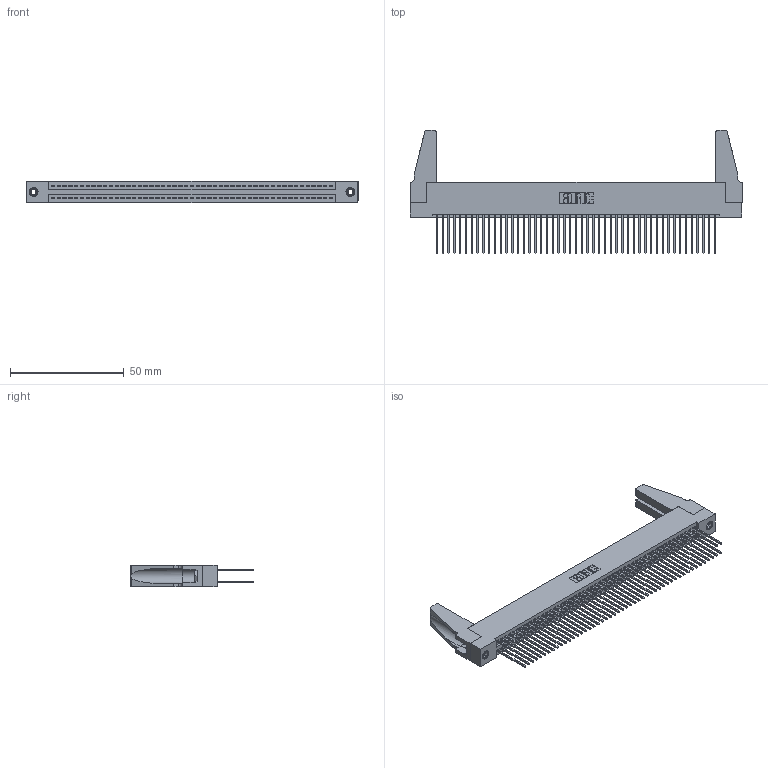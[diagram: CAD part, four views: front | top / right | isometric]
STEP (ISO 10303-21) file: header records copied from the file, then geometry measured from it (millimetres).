
FILE_DESCRIPTION (( 'STEP AP203' ), '1' );
FILE_NAME ('395-098-542-288.STEP', '2019-10-26T13:21:27', ( '' ), ( '' ), 'SwSTEP 2.0', 'SolidWorks 2016', '' );
FILE_SCHEMA (( 'CONFIG_CONTROL_DESIGN' ));
Length unit declared in the file: inch
Products named in the file (5): 345 Part_Flush Mounting Lugs - 0.156 Dia-TH; 345-292-001_345-293-142; 345-250-001_345-250-001-102; 345-220-078_345-220-088; 395-098-542-288
Assembly tree (103 placements, depth 2):
  395-098-542-288
    345 Part_Flush Mounting Lugs - 0.156 Dia-TH
    345-292-001_345-293-142  x98
    345-250-001_345-250-001-102  x2
    345-220-078_345-220-088  x2
Bounding box: 145.69 x 54.15 x 9.4 mm (x, y, z)
Volume: 17927.2 mm3; surface area: 27084.3 mm2
Topology: 103 solids, 103 shells, 5150 faces, 15257 edges, 10030 vertices
Faces by surface type: plane 3386, cylinder 1748, cone 12, torus 4
Entity records: 39670 total; most frequent: CARTESIAN_POINT 6638, ORIENTED_EDGE 6532, DIRECTION 5850, EDGE_CURVE 3266, LINE 2896, VECTOR 2896, VERTEX_POINT 2170, AXIS2_PLACEMENT_3D 1477
